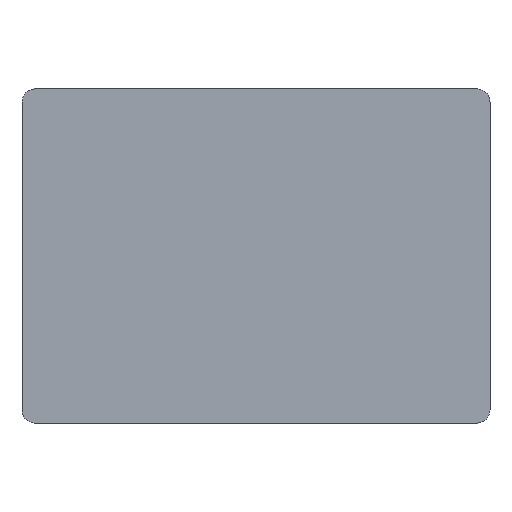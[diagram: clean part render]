
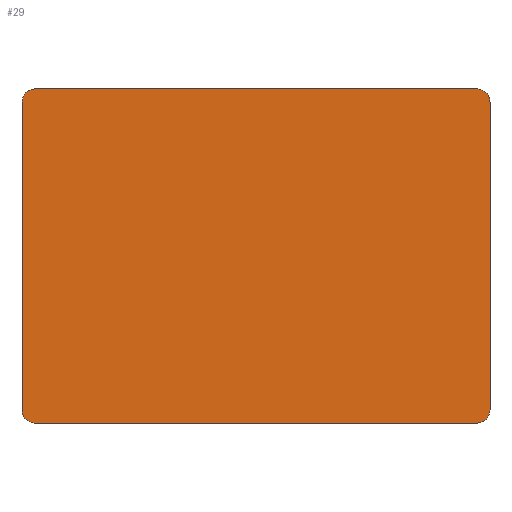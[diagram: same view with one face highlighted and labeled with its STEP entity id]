
A CAD part, front view. The second image highlights one B-rep face of the part: STEP entity #29.
In plain terms, the highlighted planar face has unit normal (0, -1, 0).
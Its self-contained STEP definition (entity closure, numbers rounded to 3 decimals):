
#7 = CARTESIAN_POINT ( 'NONE',  ( -0.342, 0.075, -0.25 ) ) ;
#8 = LINE ( 'NONE', #398, #360 ) ;
#14 = CARTESIAN_POINT ( 'NONE',  ( -0.342, 0.075, 0.25 ) ) ;
#17 = DIRECTION ( 'NONE',  ( 0., 1., 0. ) ) ;
#20 = DIRECTION ( 'NONE',  ( 0., 0., 1. ) ) ;
#23 = CARTESIAN_POINT ( 'NONE',  ( 0., 0.075, 0. ) ) ;
#24 = VERTEX_POINT ( 'NONE', #218 ) ;
#29 = ADVANCED_FACE ( 'NONE', ( #276 ), #253, .F. ) ;
#34 = EDGE_CURVE ( 'NONE', #406, #266, #467, .T. ) ;
#37 = DIRECTION ( 'NONE',  ( 0., 0., -1. ) ) ;
#53 = VERTEX_POINT ( 'NONE', #69 ) ;
#57 = EDGE_CURVE ( 'NONE', #343, #213, #281, .T. ) ;
#69 = CARTESIAN_POINT ( 'NONE',  ( 0.35, 0.075, 0.23 ) ) ;
#73 = DIRECTION ( 'NONE',  ( -1., 0., 0. ) ) ;
#111 = ORIENTED_EDGE ( 'NONE', *, *, #324, .F. ) ;
#112 = CARTESIAN_POINT ( 'NONE',  ( 0.35, 0.075, -0.23 ) ) ;
#122 = CARTESIAN_POINT ( 'NONE',  ( 0.35, 0.075, -0.23 ) ) ;
#129 = ORIENTED_EDGE ( 'NONE', *, *, #176, .F. ) ;
#133 = VECTOR ( 'NONE', #37, 1000. ) ;
#142 = ORIENTED_EDGE ( 'NONE', *, *, #414, .T. ) ;
#159 = CARTESIAN_POINT ( 'NONE',  ( 0.35, 0.075, -0.25 ) ) ;
#170 = CARTESIAN_POINT ( 'NONE',  ( -0.35, 0.075, -0.242 ) ) ;
#176 = EDGE_CURVE ( 'NONE', #343, #429, #323, .T. ) ;
#186 = CARTESIAN_POINT ( 'NONE',  ( 0.35, 0.075, -0.242 ) ) ;
#187 = DIRECTION ( 'NONE',  ( 0., 0., 1. ) ) ;
#189 = CARTESIAN_POINT ( 'NONE',  ( 0.33, 0.075, -0.25 ) ) ;
#207 = VECTOR ( 'NONE', #73, 1000. ) ;
#209 = CARTESIAN_POINT ( 'NONE',  ( -0.33, 0.075, -0.25 ) ) ;
#210 = AXIS2_PLACEMENT_3D ( 'NONE', #23, #17, #20 ) ;
#213 = VERTEX_POINT ( 'NONE', #122 ) ;
#214 = CARTESIAN_POINT ( 'NONE',  ( 0.35, 0.075, 0.242 ) ) ;
#218 = CARTESIAN_POINT ( 'NONE',  ( 0.33, 0.075, 0.25 ) ) ;
#221 = ORIENTED_EDGE ( 'NONE', *, *, #501, .T. ) ;
#247 = CARTESIAN_POINT ( 'NONE',  ( -0.35, 0.075, -0.23 ) ) ;
#253 = PLANE ( 'NONE',  #210 ) ;
#255 =( BOUNDED_CURVE ( )  B_SPLINE_CURVE ( 3, ( #442, #14, #474, #361 ),
 .UNSPECIFIED., .F., .F. ) 
 B_SPLINE_CURVE_WITH_KNOTS ( ( 4, 4 ),
 ( 5.502, 7.065 ),
 .UNSPECIFIED. ) 
 CURVE ( )  GEOMETRIC_REPRESENTATION_ITEM ( )  RATIONAL_B_SPLINE_CURVE ( ( 1., 0.807, 0.807, 1. ) ) 
 REPRESENTATION_ITEM ( '' )  );
#266 = VERTEX_POINT ( 'NONE', #386 ) ;
#275 = DIRECTION ( 'NONE',  ( 1., 0., 0. ) ) ;
#276 = FACE_OUTER_BOUND ( 'NONE', #407, .T. ) ;
#281 =( BOUNDED_CURVE ( )  B_SPLINE_CURVE ( 3, ( #189, #453, #186, #112 ),
 .UNSPECIFIED., .F., .T. ) 
 B_SPLINE_CURVE_WITH_KNOTS ( ( 4, 4 ),
 ( 5.502, 7.065 ),
 .UNSPECIFIED. ) 
 CURVE ( )  GEOMETRIC_REPRESENTATION_ITEM ( )  RATIONAL_B_SPLINE_CURVE ( ( 1., 0.807, 0.807, 1. ) ) 
 REPRESENTATION_ITEM ( '' )  );
#283 = CARTESIAN_POINT ( 'NONE',  ( -0.33, 0.075, -0.25 ) ) ;
#288 = EDGE_CURVE ( 'NONE', #53, #213, #351, .T. ) ;
#293 = CARTESIAN_POINT ( 'NONE',  ( 0.33, 0.075, 0.25 ) ) ;
#311 =( BOUNDED_CURVE ( )  B_SPLINE_CURVE ( 3, ( #247, #170, #7, #209 ),
 .UNSPECIFIED., .F., .T. ) 
 B_SPLINE_CURVE_WITH_KNOTS ( ( 4, 4 ),
 ( 5.502, 7.065 ),
 .UNSPECIFIED. ) 
 CURVE ( )  GEOMETRIC_REPRESENTATION_ITEM ( )  RATIONAL_B_SPLINE_CURVE ( ( 1., 0.807, 0.807, 1. ) ) 
 REPRESENTATION_ITEM ( '' )  );
#323 = LINE ( 'NONE', #159, #207 ) ;
#324 = EDGE_CURVE ( 'NONE', #450, #24, #8, .T. ) ;
#325 = ORIENTED_EDGE ( 'NONE', *, *, #57, .T. ) ;
#326 = CARTESIAN_POINT ( 'NONE',  ( -0.33, 0.075, 0.25 ) ) ;
#334 = CARTESIAN_POINT ( 'NONE',  ( 0.342, 0.075, 0.25 ) ) ;
#343 = VERTEX_POINT ( 'NONE', #358 ) ;
#351 = LINE ( 'NONE', #499, #133 ) ;
#358 = CARTESIAN_POINT ( 'NONE',  ( 0.33, 0.075, -0.25 ) ) ;
#360 = VECTOR ( 'NONE', #275, 1000. ) ;
#361 = CARTESIAN_POINT ( 'NONE',  ( -0.35, 0.075, 0.23 ) ) ;
#365 = CARTESIAN_POINT ( 'NONE',  ( -0.35, 0.075, -0.23 ) ) ;
#376 = ORIENTED_EDGE ( 'NONE', *, *, #288, .F. ) ;
#385 =( BOUNDED_CURVE ( )  B_SPLINE_CURVE ( 3, ( #439, #214, #334, #293 ),
 .UNSPECIFIED., .F., .T. ) 
 B_SPLINE_CURVE_WITH_KNOTS ( ( 4, 4 ),
 ( 5.502, 7.065 ),
 .UNSPECIFIED. ) 
 CURVE ( )  GEOMETRIC_REPRESENTATION_ITEM ( )  RATIONAL_B_SPLINE_CURVE ( ( 1., 0.807, 0.807, 1. ) ) 
 REPRESENTATION_ITEM ( '' )  );
#386 = CARTESIAN_POINT ( 'NONE',  ( -0.35, 0.075, 0.23 ) ) ;
#392 = EDGE_CURVE ( 'NONE', #406, #429, #311, .T. ) ;
#398 = CARTESIAN_POINT ( 'NONE',  ( 0.35, 0.075, 0.25 ) ) ;
#406 = VERTEX_POINT ( 'NONE', #365 ) ;
#407 = EDGE_LOOP ( 'NONE', ( #475, #441, #129, #325, #376, #221, #111, #142 ) ) ;
#414 = EDGE_CURVE ( 'NONE', #450, #266, #255, .T. ) ;
#421 = CARTESIAN_POINT ( 'NONE',  ( -0.35, 0.075, 0.25 ) ) ;
#429 = VERTEX_POINT ( 'NONE', #283 ) ;
#439 = CARTESIAN_POINT ( 'NONE',  ( 0.35, 0.075, 0.23 ) ) ;
#441 = ORIENTED_EDGE ( 'NONE', *, *, #392, .T. ) ;
#442 = CARTESIAN_POINT ( 'NONE',  ( -0.33, 0.075, 0.25 ) ) ;
#450 = VERTEX_POINT ( 'NONE', #326 ) ;
#453 = CARTESIAN_POINT ( 'NONE',  ( 0.342, 0.075, -0.25 ) ) ;
#467 = LINE ( 'NONE', #421, #480 ) ;
#474 = CARTESIAN_POINT ( 'NONE',  ( -0.35, 0.075, 0.242 ) ) ;
#475 = ORIENTED_EDGE ( 'NONE', *, *, #34, .F. ) ;
#480 = VECTOR ( 'NONE', #187, 1000. ) ;
#499 = CARTESIAN_POINT ( 'NONE',  ( 0.35, 0.075, 0.25 ) ) ;
#501 = EDGE_CURVE ( 'NONE', #53, #24, #385, .T. ) ;
